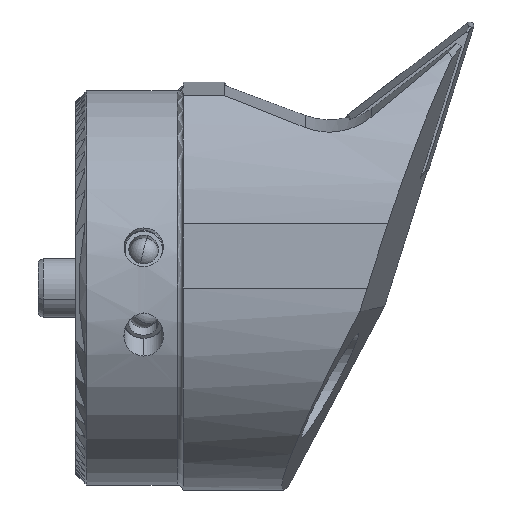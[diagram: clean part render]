
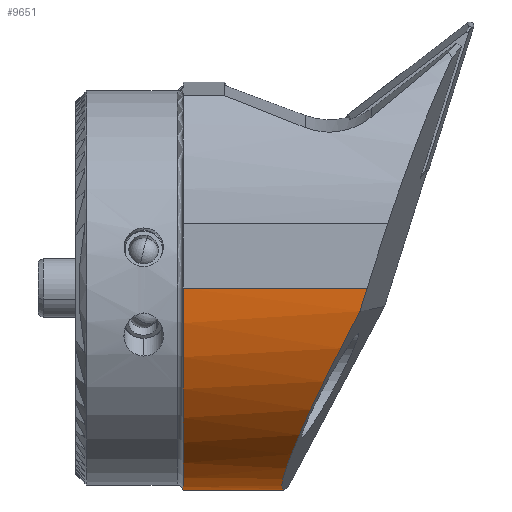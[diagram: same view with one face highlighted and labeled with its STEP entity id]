
A CAD part, front view. The second image highlights one B-rep face of the part: STEP entity #9651.
In plain terms, the highlighted cylindrical face has radius 20.5 mm (diameter 41 mm), a partial arc.
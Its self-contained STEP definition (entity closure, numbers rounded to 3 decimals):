
#109 = ORIENTED_EDGE ( 'NONE', *, *, #5841, .T. ) ;
#174 = ORIENTED_EDGE ( 'NONE', *, *, #2942, .F. ) ;
#367 = VERTEX_POINT ( 'NONE', #13938 ) ;
#719 = CARTESIAN_POINT ( 'NONE',  ( -0.601, 0., -20.5 ) ) ;
#947 = VERTEX_POINT ( 'NONE', #9086 ) ;
#1382 = CARTESIAN_POINT ( 'NONE',  ( -0.601, -20.5, 0. ) ) ;
#1483 = ORIENTED_EDGE ( 'NONE', *, *, #8593, .F. ) ;
#2112 = CARTESIAN_POINT ( 'NONE',  ( 10.492, 0., 0. ) ) ;
#2261 = CARTESIAN_POINT ( 'NONE',  ( 10.492, 0., -20.5 ) ) ;
#2381 = CARTESIAN_POINT ( 'NONE',  ( 20.701, 0., -20.5 ) ) ;
#2476 = CARTESIAN_POINT ( 'NONE',  ( 29.173, -20.5, 0. ) ) ;
#2634 = EDGE_CURVE ( 'NONE', #3552, #947, #8472, .T. ) ;
#2942 = EDGE_CURVE ( 'NONE', #5823, #367, #15633, .T. ) ;
#3247 = EDGE_CURVE ( 'NONE', #947, #17240, #8635, .T. ) ;
#3552 = VERTEX_POINT ( 'NONE', #14680 ) ;
#3802 = DIRECTION ( 'NONE',  ( 1., 0., 0. ) ) ;
#4736 = DIRECTION ( 'NONE',  ( 1., 0., 0. ) ) ;
#5110 = VECTOR ( 'NONE', #3802, 1000. ) ;
#5207 = CARTESIAN_POINT ( 'NONE',  ( 28.92, -20.5, -0.79 ) ) ;
#5823 = VERTEX_POINT ( 'NONE', #2261 ) ;
#5841 = EDGE_CURVE ( 'NONE', #5823, #17240, #9494, .T. ) ;
#6078 = CYLINDRICAL_SURFACE ( 'NONE', #8392, 20.5 ) ;
#7000 = LINE ( 'NONE', #1382, #8313 ) ;
#7858 = FACE_OUTER_BOUND ( 'NONE', #10283, .T. ) ;
#8220 = CARTESIAN_POINT ( 'NONE',  ( 22.689, -19.103, -13.226 ) ) ;
#8313 = VECTOR ( 'NONE', #14152, 1000. ) ;
#8392 = AXIS2_PLACEMENT_3D ( 'NONE', #14703, #4736, #13351 ) ;
#8472 =( BOUNDED_CURVE ( )  B_SPLINE_CURVE ( 3, ( #2476, #5207, #9382, #15058 ),
 .UNSPECIFIED., .F., .F. ) 
 B_SPLINE_CURVE_WITH_KNOTS ( ( 4, 4 ),
 ( 1.891, 2.006 ),
 .UNSPECIFIED. ) 
 CURVE ( )  GEOMETRIC_REPRESENTATION_ITEM ( )  RATIONAL_B_SPLINE_CURVE ( ( 1., 0.999, 0.999, 1. ) ) 
 REPRESENTATION_ITEM ( '' )  );
#8593 = EDGE_CURVE ( 'NONE', #367, #3552, #7000, .T. ) ;
#8635 =( BOUNDED_CURVE ( )  B_SPLINE_CURVE ( 3, ( #15122, #8220, #18055, #18188 ),
 .UNSPECIFIED., .F., .F. ) 
 B_SPLINE_CURVE_WITH_KNOTS ( ( 4, 4 ),
 ( 1.872, 3.328 ),
 .UNSPECIFIED. ) 
 CURVE ( )  GEOMETRIC_REPRESENTATION_ITEM ( )  RATIONAL_B_SPLINE_CURVE ( ( 1., 0.831, 0.831, 1. ) ) 
 REPRESENTATION_ITEM ( '' )  );
#9086 = CARTESIAN_POINT ( 'NONE',  ( 28.428, -20.363, -2.362 ) ) ;
#9382 = CARTESIAN_POINT ( 'NONE',  ( 28.671, -20.454, -1.578 ) ) ;
#9494 = LINE ( 'NONE', #719, #5110 ) ;
#9651 = ADVANCED_FACE ( 'NONE', ( #7858 ), #6078, .T. ) ;
#10283 = EDGE_LOOP ( 'NONE', ( #174, #109, #16902, #10929, #1483 ) ) ;
#10288 = AXIS2_PLACEMENT_3D ( 'NONE', #2112, #17931, #10838 ) ;
#10838 = DIRECTION ( 'NONE',  ( 0., 0., 1. ) ) ;
#10929 = ORIENTED_EDGE ( 'NONE', *, *, #2634, .F. ) ;
#13351 = DIRECTION ( 'NONE',  ( 0., 0., -1. ) ) ;
#13938 = CARTESIAN_POINT ( 'NONE',  ( 10.492, -20.5, 0. ) ) ;
#14152 = DIRECTION ( 'NONE',  ( 1., 0., 0. ) ) ;
#14680 = CARTESIAN_POINT ( 'NONE',  ( 29.173, -20.5, 0. ) ) ;
#14703 = CARTESIAN_POINT ( 'NONE',  ( -0.601, 0., 0. ) ) ;
#15058 = CARTESIAN_POINT ( 'NONE',  ( 28.428, -20.363, -2.362 ) ) ;
#15122 = CARTESIAN_POINT ( 'NONE',  ( 28.428, -20.363, -2.362 ) ) ;
#15633 = CIRCLE ( 'NONE', #10288, 20.5 ) ;
#16902 = ORIENTED_EDGE ( 'NONE', *, *, #3247, .F. ) ;
#17240 = VERTEX_POINT ( 'NONE', #2381 ) ;
#17931 = DIRECTION ( 'NONE',  ( -1., 0., 0. ) ) ;
#18055 = CARTESIAN_POINT ( 'NONE',  ( 19.59, -10.937, -20.5 ) ) ;
#18188 = CARTESIAN_POINT ( 'NONE',  ( 20.701, 0., -20.5 ) ) ;
